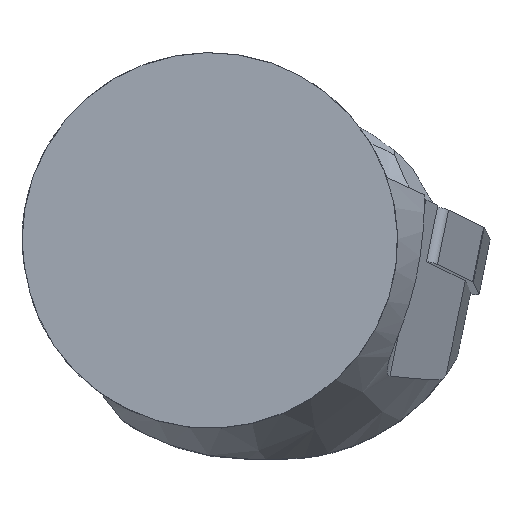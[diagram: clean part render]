
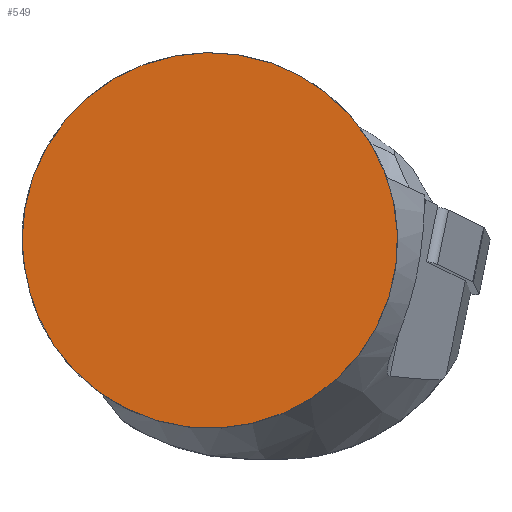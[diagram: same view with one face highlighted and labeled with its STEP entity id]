
A CAD part, top view. The second image highlights one B-rep face of the part: STEP entity #549.
In plain terms, the highlighted planar face has unit normal (0, 0, 1).
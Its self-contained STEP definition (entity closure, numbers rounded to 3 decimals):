
#189=PLANE('',#1820);
#246=FACE_OUTER_BOUND('',#692,.T.);
#549=ADVANCED_FACE('',(#246),#189,.T.);
#692=EDGE_LOOP('',(#942,#943));
#942=ORIENTED_EDGE('',*,*,#1424,.T.);
#943=ORIENTED_EDGE('',*,*,#1407,.T.);
#1246=VERTEX_POINT('',#2397);
#1247=VERTEX_POINT('',#2398);
#1407=EDGE_CURVE('',#1246,#1247,#1623,.T.);
#1424=EDGE_CURVE('',#1247,#1246,#1627,.T.);
#1623=CIRCLE('',#1759,16.);
#1627=CIRCLE('',#1766,19.3);
#1759=AXIS2_PLACEMENT_3D('',#2396,#1958,#1959);
#1766=AXIS2_PLACEMENT_3D('',#2487,#1976,#1977);
#1820=AXIS2_PLACEMENT_3D('',#2662,#2108,#2109);
#1958=DIRECTION('',(0.,0.,1.));
#1959=DIRECTION('',(1.,0.,0.));
#1976=DIRECTION('',(0.,0.,1.));
#1977=DIRECTION('',(1.,0.,0.));
#2108=DIRECTION('',(0.,0.,1.));
#2109=DIRECTION('',(1.,0.,0.));
#2396=CARTESIAN_POINT('',(0.,0.,0.));
#2397=CARTESIAN_POINT('',(-14.612,-6.519,0.));
#2398=CARTESIAN_POINT('',(-16.,0.,0.));
#2487=CARTESIAN_POINT('',(3.287,0.7,0.));
#2662=CARTESIAN_POINT('',(0.,0.,0.));
